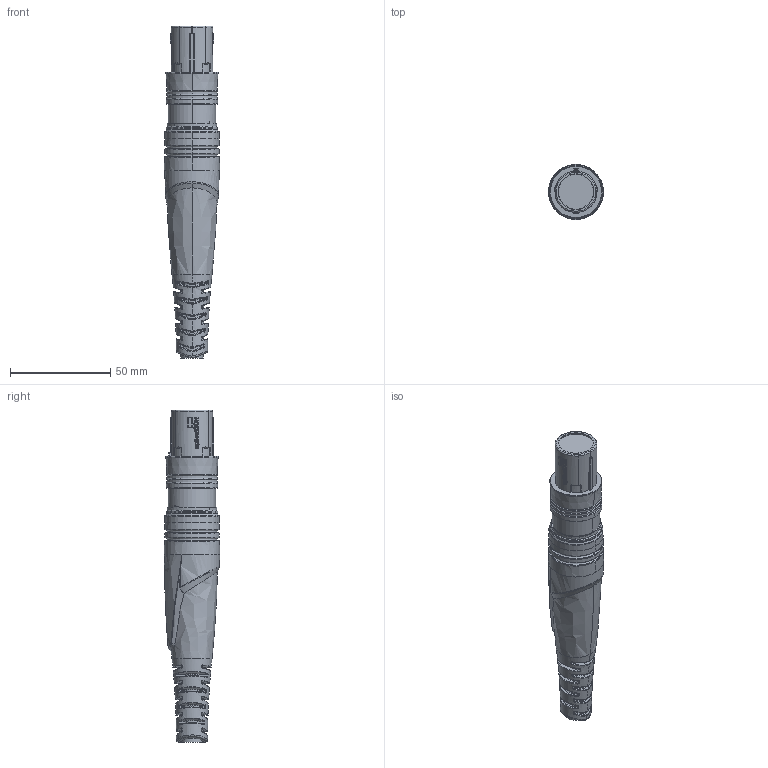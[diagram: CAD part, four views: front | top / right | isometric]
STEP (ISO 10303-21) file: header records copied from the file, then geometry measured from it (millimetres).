
FILE_DESCRIPTION((''),'2;1');
FILE_NAME('30009895','2022-08-11T08:40:46',('SYSTEM'),(''),'CREO PARAMETRIC BY PTC INC, 2021184','CREO PARAMETRIC BY PTC INC, 2021184','');
FILE_SCHEMA(('CONFIG_CONTROL_DESIGN'));
Products named in the file (1): 30009895
Bounding box: 27.47 x 27.5 x 165.5 mm (x, y, z)
Volume: 66013.2 mm3; surface area: 14076.7 mm2
Topology: 1 solids, 1 shells, 1277 faces, 3068 edges, 1846 vertices
Faces by surface type: bspline 351, plane 318, cylinder 258, extrusion 197, sphere 86, torus 35, cone 32
Entity records: 53686 total; most frequent: CARTESIAN_POINT 27437, ORIENTED_EDGE 6136, DIRECTION 4302, EDGE_CURVE 3068, VERTEX_POINT 1846, AXIS2_PLACEMENT_3D 1588, B_SPLINE_CURVE_WITH_KNOTS 1477, EDGE_LOOP 1330
